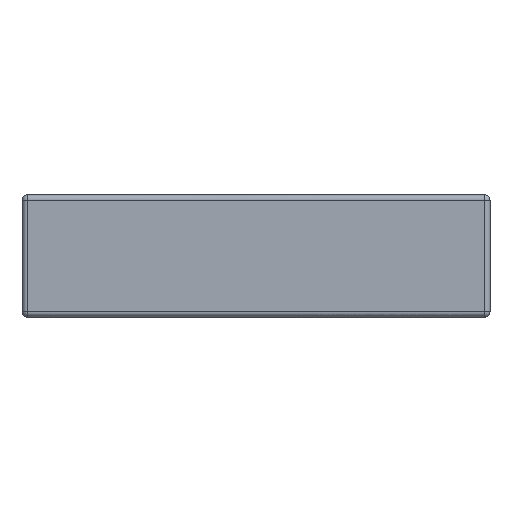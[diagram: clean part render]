
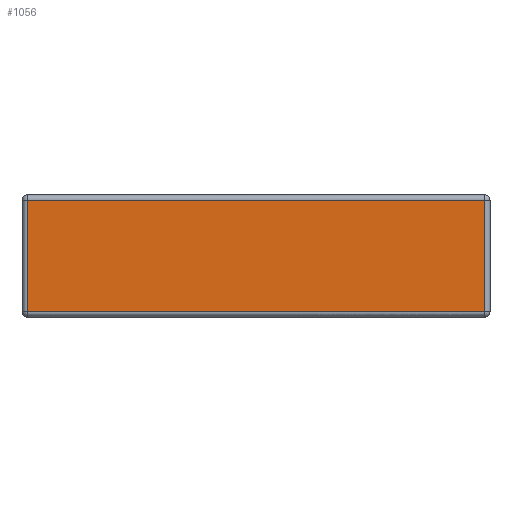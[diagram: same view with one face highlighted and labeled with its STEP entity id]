
A CAD part, front view. The second image highlights one B-rep face of the part: STEP entity #1056.
In plain terms, the highlighted planar face has unit normal (0, -1, 0).
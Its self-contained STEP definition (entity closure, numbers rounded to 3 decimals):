
#129 = CARTESIAN_POINT ( 'NONE',  ( 8.6, -9.3, 4.4 ) ) ;
#150 = ORIENTED_EDGE ( 'NONE', *, *, #2727, .T. ) ;
#158 = CARTESIAN_POINT ( 'NONE',  ( -8.6, -9.3, 0.2 ) ) ;
#306 = CARTESIAN_POINT ( 'NONE',  ( 8.8, -9.3, 0.2 ) ) ;
#346 = LINE ( 'NONE', #1242, #1656 ) ;
#442 = EDGE_CURVE ( 'NONE', #1764, #1315, #346, .T. ) ;
#480 = AXIS2_PLACEMENT_3D ( 'NONE', #653, #1574, #2009 ) ;
#509 = CARTESIAN_POINT ( 'NONE',  ( -8.8, -9.3, 4.4 ) ) ;
#543 = LINE ( 'NONE', #1750, #1201 ) ;
#562 = EDGE_LOOP ( 'NONE', ( #1835, #150, #2292, #2075 ) ) ;
#648 = VECTOR ( 'NONE', #954, 1000. ) ;
#653 = CARTESIAN_POINT ( 'NONE',  ( -8.8, -9.3, 4.6 ) ) ;
#675 = EDGE_CURVE ( 'NONE', #2562, #1764, #999, .T. ) ;
#954 = DIRECTION ( 'NONE',  ( 1., 0., 0. ) ) ;
#999 = LINE ( 'NONE', #306, #648 ) ;
#1013 = CARTESIAN_POINT ( 'NONE',  ( -8.6, -9.3, 4.4 ) ) ;
#1056 = ADVANCED_FACE ( 'NONE', ( #1862 ), #1543, .F. ) ;
#1161 = DIRECTION ( 'NONE',  ( -1., 0., 0. ) ) ;
#1201 = VECTOR ( 'NONE', #2591, 1000. ) ;
#1242 = CARTESIAN_POINT ( 'NONE',  ( 8.6, -9.3, 4.6 ) ) ;
#1315 = VERTEX_POINT ( 'NONE', #129 ) ;
#1386 = VERTEX_POINT ( 'NONE', #1013 ) ;
#1543 = PLANE ( 'NONE',  #480 ) ;
#1561 = EDGE_CURVE ( 'NONE', #1315, #1386, #1572, .T. ) ;
#1572 = LINE ( 'NONE', #509, #2091 ) ;
#1574 = DIRECTION ( 'NONE',  ( 0., 1., 0. ) ) ;
#1656 = VECTOR ( 'NONE', #2098, 1000. ) ;
#1750 = CARTESIAN_POINT ( 'NONE',  ( -8.6, -9.3, 4.6 ) ) ;
#1764 = VERTEX_POINT ( 'NONE', #1999 ) ;
#1835 = ORIENTED_EDGE ( 'NONE', *, *, #1561, .T. ) ;
#1862 = FACE_OUTER_BOUND ( 'NONE', #562, .T. ) ;
#1999 = CARTESIAN_POINT ( 'NONE',  ( 8.6, -9.3, 0.2 ) ) ;
#2009 = DIRECTION ( 'NONE',  ( 0., 0., 1. ) ) ;
#2075 = ORIENTED_EDGE ( 'NONE', *, *, #442, .T. ) ;
#2091 = VECTOR ( 'NONE', #1161, 1000. ) ;
#2098 = DIRECTION ( 'NONE',  ( 0., 0., 1. ) ) ;
#2292 = ORIENTED_EDGE ( 'NONE', *, *, #675, .T. ) ;
#2562 = VERTEX_POINT ( 'NONE', #158 ) ;
#2591 = DIRECTION ( 'NONE',  ( 0., 0., -1. ) ) ;
#2727 = EDGE_CURVE ( 'NONE', #1386, #2562, #543, .T. ) ;
